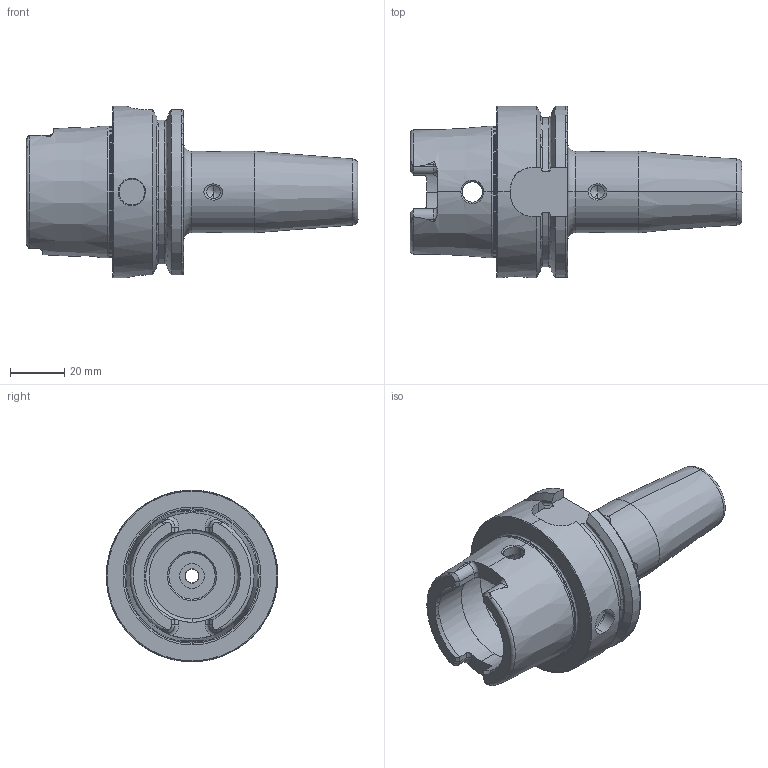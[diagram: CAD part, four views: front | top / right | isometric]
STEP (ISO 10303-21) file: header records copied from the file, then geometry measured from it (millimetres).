
FILE_DESCRIPTION (( 'STEP AP203' ), '1' );
FILE_NAME ('HA6-S12.K21.090.STEP', '2012-10-11T11:06:23', ( 'baer' ), ( 'Hewlett-Packard Company' ), 'SwSTEP 2.0', 'SolidWorks 2012', '' );
FILE_SCHEMA (( 'CONFIG_CONTROL_DESIGN' ));
Length unit declared in the file: millimetre
Products named in the file (4): HA6-S12.K21.090_C_Fertigbearbeitung; ERU-AN4.K01.020_A; ERU-CJ2.001.006; HA6-S12.K21.090
Assembly tree (4 placements, depth 2):
  HA6-S12.K21.090
    HA6-S12.K21.090_C_Fertigbearbeitung
    ERU-AN4.K01.020_A
    ERU-CJ2.001.006  x2
Bounding box: 121.92 x 63 x 63 mm (x, y, z)
Volume: 114594.2 mm3; surface area: 32394.9 mm2
Topology: 4 solids, 4 shells, 305 faces, 775 edges, 471 vertices
Faces by surface type: plane 101, cylinder 83, cone 70, torus 39, bspline 12
Entity records: 11059 total; most frequent: CARTESIAN_POINT 3875, ORIENTED_EDGE 1458, DIRECTION 1362, EDGE_CURVE 729, AXIS2_PLACEMENT_3D 531, VERTEX_POINT 451, EDGE_LOOP 308, LINE 300
